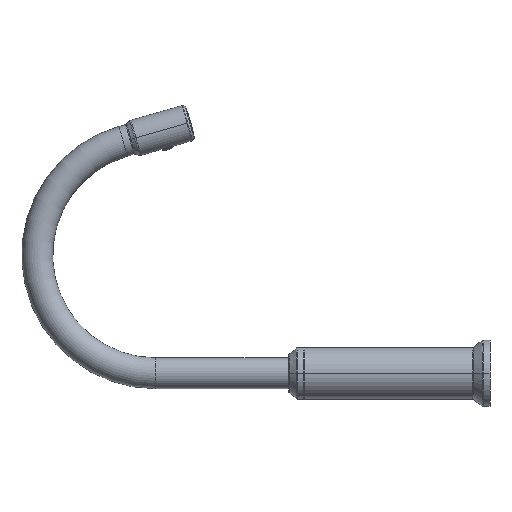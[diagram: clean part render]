
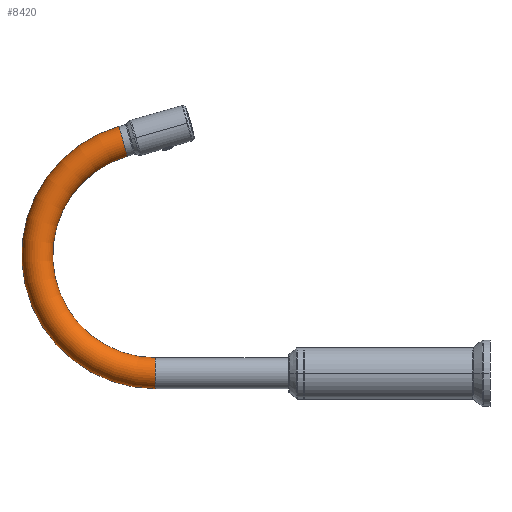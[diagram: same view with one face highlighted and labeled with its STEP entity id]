
A CAD part, left-side view. The second image highlights one B-rep face of the part: STEP entity #8420.
In plain terms, the highlighted toroidal (fillet/blend) face has major radius 110.818 mm and minor radius 14.478 mm.
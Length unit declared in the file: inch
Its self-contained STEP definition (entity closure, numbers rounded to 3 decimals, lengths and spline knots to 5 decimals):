
#1889=CARTESIAN_POINT('',(0.,12.065,4.3629));
#1890=DIRECTION('',(1.,0.,0.));
#1891=DIRECTION('',(0.,0.,-1.));
#1892=AXIS2_PLACEMENT_3D('',#1889,#1890,#1891);
#1894=CARTESIAN_POINT('',(0.,12.065,0.));
#1895=DIRECTION('',(0.,1.,0.));
#1896=DIRECTION('',(0.,0.,-1.));
#1897=AXIS2_PLACEMENT_3D('',#1894,#1895,#1896);
#1899=CARTESIAN_POINT('',(0.,12.065,4.3629));
#1900=DIRECTION('',(1.,0.,0.));
#1901=DIRECTION('',(0.,0.,-1.));
#1902=AXIS2_PLACEMENT_3D('',#1899,#1900,#1901);
#1909=CARTESIAN_POINT('',(0.,13.25774,8.5596));
#1910=DIRECTION('',(0.,-0.962,0.273));
#1911=DIRECTION('',(0.,0.273,0.962));
#1912=AXIS2_PLACEMENT_3D('',#1909,#1910,#1911);
#4753=CARTESIAN_POINT('',(0.,12.065,-0.57));
#4754=CARTESIAN_POINT('',(0.,12.065,0.57));
#4755=VERTEX_POINT('',#4753);
#4756=VERTEX_POINT('',#4754);
#4757=CARTESIAN_POINT('',(0.,13.41357,9.10788));
#4758=CARTESIAN_POINT('',(0.,13.10192,8.01131));
#4759=VERTEX_POINT('',#4757);
#4760=VERTEX_POINT('',#4758);
#8408=CARTESIAN_POINT('',(0.,12.065,4.3629));
#8409=DIRECTION('',(1.,0.,0.));
#8410=DIRECTION('',(0.,0.,1.));
#8411=AXIS2_PLACEMENT_3D('',#8408,#8409,#8410);
#8412=TOROIDAL_SURFACE('',#8411,4.3629,0.57);
#8413=ORIENTED_EDGE('',*,*,#8373,.F.);
#8414=ORIENTED_EDGE('',*,*,#8403,.T.);
#8416=ORIENTED_EDGE('',*,*,#8415,.T.);
#8417=ORIENTED_EDGE('',*,*,#8399,.F.);
#8418=EDGE_LOOP('',(#8413,#8414,#8416,#8417));
#8419=FACE_OUTER_BOUND('',#8418,.F.);
#8420=ADVANCED_FACE('',(#8419),#8412,.T.);
#1893=CIRCLE('',#1892,3.7929);
#1898=CIRCLE('',#1897,0.57);
#1903=CIRCLE('',#1902,4.9329);
#1913=CIRCLE('',#1912,0.57);
#8373=EDGE_CURVE('',#4755,#4756,#1898,.T.);
#8399=EDGE_CURVE('',#4756,#4760,#1893,.T.);
#8403=EDGE_CURVE('',#4755,#4759,#1903,.T.);
#8415=EDGE_CURVE('',#4759,#4760,#1913,.T.);
